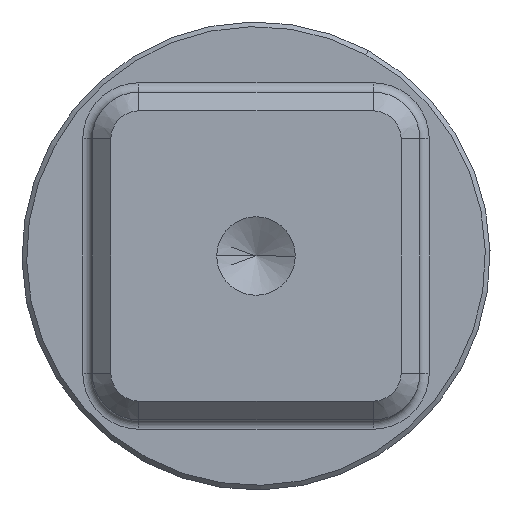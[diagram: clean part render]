
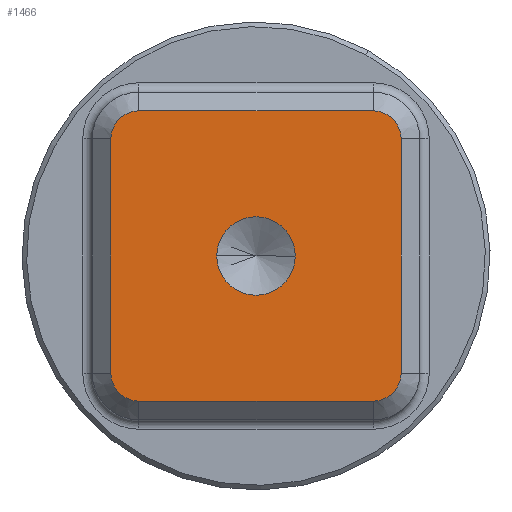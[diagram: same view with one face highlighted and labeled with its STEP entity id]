
A CAD part, left-side view. The second image highlights one B-rep face of the part: STEP entity #1466.
In plain terms, the highlighted planar face has unit normal (-1, 0, 0).
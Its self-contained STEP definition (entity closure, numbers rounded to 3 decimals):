
#92=CARTESIAN_POINT('Vertex',(0.,12.5,15.5)) ;
#108=CARTESIAN_POINT('Vertex',(0.,15.5,12.5)) ;
#111=CARTESIAN_POINT('Axis2P3D Location',(0.,12.5,12.5)) ;
#132=CARTESIAN_POINT('Vertex',(0.,-12.5,15.5)) ;
#142=CARTESIAN_POINT('Line Origine',(0.,0.,15.5)) ;
#163=CARTESIAN_POINT('Vertex',(0.,-15.5,12.5)) ;
#173=CARTESIAN_POINT('Axis2P3D Location',(0.,-12.5,12.5)) ;
#194=CARTESIAN_POINT('Vertex',(0.,-15.5,-12.5)) ;
#204=CARTESIAN_POINT('Line Origine',(0.,-15.5,0.)) ;
#225=CARTESIAN_POINT('Vertex',(0.,-12.5,-15.5)) ;
#235=CARTESIAN_POINT('Axis2P3D Location',(0.,-12.5,-12.5)) ;
#256=CARTESIAN_POINT('Vertex',(0.,12.5,-15.5)) ;
#266=CARTESIAN_POINT('Line Origine',(0.,0.,-15.5)) ;
#287=CARTESIAN_POINT('Vertex',(0.,15.5,-12.5)) ;
#297=CARTESIAN_POINT('Axis2P3D Location',(0.,12.5,-12.5)) ;
#319=CARTESIAN_POINT('Line Origine',(0.,15.5,0.)) ;
#1433=CARTESIAN_POINT('Axis2P3D Location',(0.,0.,0.)) ;
#1448=CARTESIAN_POINT('Axis2P3D Location',(0.,0.,0.)) ;
#1452=CARTESIAN_POINT('Vertex',(0.,-4.188,0.)) ;
#1454=CARTESIAN_POINT('Vertex',(0.,4.188,0.)) ;
#1457=CARTESIAN_POINT('Axis2P3D Location',(0.,0.,0.)) ;
#112=DIRECTION('Axis2P3D Direction',(1.,0.,0.)) ;
#143=DIRECTION('Vector Direction',(0.,-1.,0.)) ;
#174=DIRECTION('Axis2P3D Direction',(1.,0.,0.)) ;
#205=DIRECTION('Vector Direction',(0.,0.,-1.)) ;
#236=DIRECTION('Axis2P3D Direction',(1.,0.,0.)) ;
#267=DIRECTION('Vector Direction',(0.,1.,0.)) ;
#298=DIRECTION('Axis2P3D Direction',(1.,0.,0.)) ;
#320=DIRECTION('Vector Direction',(0.,0.,1.)) ;
#1434=DIRECTION('Axis2P3D Direction',(1.,0.,0.)) ;
#1435=DIRECTION('Axis2P3D XDirection',(0.,1.,0.)) ;
#1449=DIRECTION('Axis2P3D Direction',(1.,0.,0.)) ;
#1458=DIRECTION('Axis2P3D Direction',(1.,0.,0.)) ;
#113=AXIS2_PLACEMENT_3D('Circle Axis2P3D',#111,#112,$) ;
#175=AXIS2_PLACEMENT_3D('Circle Axis2P3D',#173,#174,$) ;
#237=AXIS2_PLACEMENT_3D('Circle Axis2P3D',#235,#236,$) ;
#299=AXIS2_PLACEMENT_3D('Circle Axis2P3D',#297,#298,$) ;
#1436=AXIS2_PLACEMENT_3D('Plane Axis2P3D',#1433,#1434,#1435) ;
#1450=AXIS2_PLACEMENT_3D('Circle Axis2P3D',#1448,#1449,$) ;
#1459=AXIS2_PLACEMENT_3D('Circle Axis2P3D',#1457,#1458,$) ;
#1439=ORIENTED_EDGE('',*,*,#323,.T.) ;
#1440=ORIENTED_EDGE('',*,*,#301,.T.) ;
#1441=ORIENTED_EDGE('',*,*,#270,.T.) ;
#1442=ORIENTED_EDGE('',*,*,#239,.T.) ;
#1443=ORIENTED_EDGE('',*,*,#208,.T.) ;
#1444=ORIENTED_EDGE('',*,*,#177,.T.) ;
#1445=ORIENTED_EDGE('',*,*,#146,.T.) ;
#1446=ORIENTED_EDGE('',*,*,#115,.T.) ;
#1463=ORIENTED_EDGE('',*,*,#1456,.T.) ;
#1464=ORIENTED_EDGE('',*,*,#1461,.T.) ;
#1465=FACE_BOUND('',#1462,.T.) ;
#144=VECTOR('Line Direction',#143,1.) ;
#206=VECTOR('Line Direction',#205,1.) ;
#268=VECTOR('Line Direction',#267,1.) ;
#321=VECTOR('Line Direction',#320,1.) ;
#1466=ADVANCED_FACE('PartBody',(#1447,#1465),#1437,.F.) ;
#114=CIRCLE('generated circle',#113,3.) ;
#176=CIRCLE('generated circle',#175,3.) ;
#238=CIRCLE('generated circle',#237,3.) ;
#300=CIRCLE('generated circle',#299,3.) ;
#1451=CIRCLE('generated circle',#1450,4.188) ;
#1460=CIRCLE('generated circle',#1459,4.188) ;
#115=EDGE_CURVE('',#93,#109,#114,.F.) ;
#146=EDGE_CURVE('',#133,#93,#145,.F.) ;
#177=EDGE_CURVE('',#164,#133,#176,.F.) ;
#208=EDGE_CURVE('',#195,#164,#207,.F.) ;
#239=EDGE_CURVE('',#226,#195,#238,.F.) ;
#270=EDGE_CURVE('',#257,#226,#269,.F.) ;
#301=EDGE_CURVE('',#288,#257,#300,.F.) ;
#323=EDGE_CURVE('',#109,#288,#322,.F.) ;
#1456=EDGE_CURVE('',#1453,#1455,#1451,.T.) ;
#1461=EDGE_CURVE('',#1455,#1453,#1460,.T.) ;
#1438=EDGE_LOOP('',(#1439,#1440,#1441,#1442,#1443,#1444,#1445,#1446)) ;
#1462=EDGE_LOOP('',(#1463,#1464)) ;
#1447=FACE_OUTER_BOUND('',#1438,.T.) ;
#145=LINE('Line',#142,#144) ;
#207=LINE('Line',#204,#206) ;
#269=LINE('Line',#266,#268) ;
#322=LINE('Line',#319,#321) ;
#1437=PLANE('',#1436) ;
#93=VERTEX_POINT('',#92) ;
#109=VERTEX_POINT('',#108) ;
#133=VERTEX_POINT('',#132) ;
#164=VERTEX_POINT('',#163) ;
#195=VERTEX_POINT('',#194) ;
#226=VERTEX_POINT('',#225) ;
#257=VERTEX_POINT('',#256) ;
#288=VERTEX_POINT('',#287) ;
#1453=VERTEX_POINT('',#1452) ;
#1455=VERTEX_POINT('',#1454) ;
